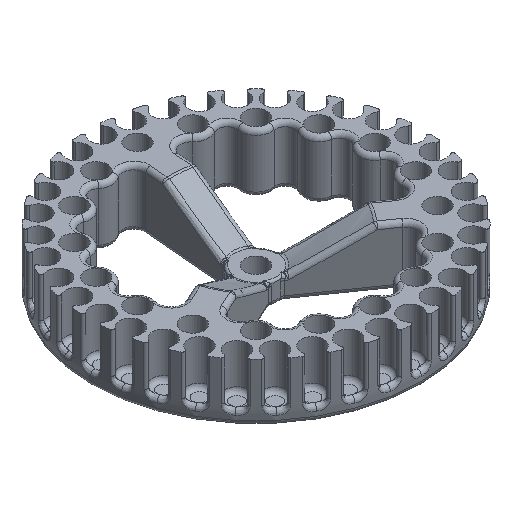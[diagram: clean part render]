
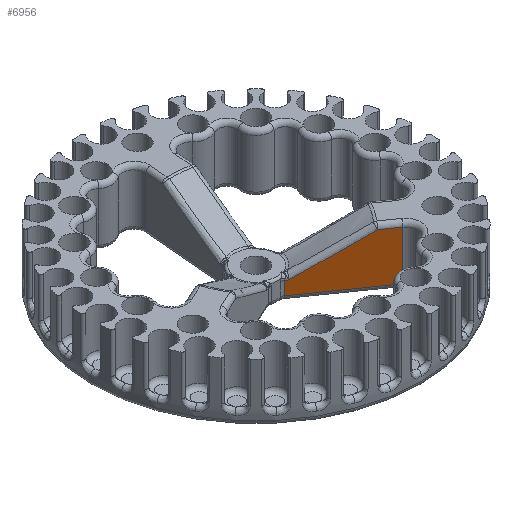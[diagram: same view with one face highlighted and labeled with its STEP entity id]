
A CAD part, isometric view. The second image highlights one B-rep face of the part: STEP entity #6956.
In plain terms, the highlighted planar face has unit normal (-0.574, -0.819, 0).
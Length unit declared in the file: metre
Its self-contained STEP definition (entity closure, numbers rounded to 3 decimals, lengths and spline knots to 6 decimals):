
#248=LINE('',#11079,#476);
#249=LINE('',#11082,#477);
#250=LINE('',#11084,#478);
#251=LINE('',#11086,#479);
#252=LINE('',#11088,#480);
#476=VECTOR('',#8774,1.);
#477=VECTOR('',#8775,1.);
#478=VECTOR('',#8776,1.);
#479=VECTOR('',#8777,1.);
#480=VECTOR('',#8778,1.);
#884=PLANE('',#7556);
#924=B_SPLINE_CURVE_WITH_KNOTS('',3,(#11090,#11091,#11092,#11093,#11094),
 .UNSPECIFIED.,.F.,.F.,(4,1,4),(0.,0.008204,0.016407),
 .UNSPECIFIED.);
#1261=ORIENTED_EDGE('',*,*,#3441,.T.);
#1262=ORIENTED_EDGE('',*,*,#3442,.T.);
#1263=ORIENTED_EDGE('',*,*,#3443,.T.);
#1264=ORIENTED_EDGE('',*,*,#3444,.F.);
#1265=ORIENTED_EDGE('',*,*,#3445,.T.);
#1266=ORIENTED_EDGE('',*,*,#3446,.T.);
#3441=EDGE_CURVE('',#4519,#4520,#248,.F.);
#3442=EDGE_CURVE('',#4520,#4521,#249,.T.);
#3443=EDGE_CURVE('',#4521,#4522,#250,.F.);
#3444=EDGE_CURVE('',#4523,#4522,#251,.T.);
#3445=EDGE_CURVE('',#4523,#4524,#252,.T.);
#3446=EDGE_CURVE('',#4524,#4519,#924,.T.);
#4519=VERTEX_POINT('',#11080);
#4520=VERTEX_POINT('',#11081);
#4521=VERTEX_POINT('',#11083);
#4522=VERTEX_POINT('',#11085);
#4523=VERTEX_POINT('',#11087);
#4524=VERTEX_POINT('',#11089);
#5725=EDGE_LOOP('',(#1261,#1262,#1263,#1264,#1265,#1266));
#6274=FACE_BOUND('',#5725,.T.);
#6956=ADVANCED_FACE('',(#6274),#884,.T.);
#7556=AXIS2_PLACEMENT_3D('',#11078,#8772,#8773);
#8772=DIRECTION('',(-0.574,-0.819,0.));
#8773=DIRECTION('',(0.819,-0.574,0.));
#8774=DIRECTION('',(0.819,-0.574,0.));
#8775=DIRECTION('',(0.,0.,-1.));
#8776=DIRECTION('',(-0.819,0.574,0.));
#8777=DIRECTION('',(0.,0.,-1.));
#8778=DIRECTION('',(-0.819,0.574,0.));
#11078=CARTESIAN_POINT('',(0.00888,-0.010491,0.744002));
#11079=CARTESIAN_POINT('',(0.00888,-0.010491,0.745));
#11080=CARTESIAN_POINT('',(0.001791,-0.005527,0.745));
#11081=CARTESIAN_POINT('',(0.001243,-0.005143,0.745));
#11082=CARTESIAN_POINT('',(0.001243,-0.005143,0.744002));
#11083=CARTESIAN_POINT('',(0.001243,-0.005143,0.742));
#11084=CARTESIAN_POINT('',(0.016842,-0.016066,0.742));
#11085=CARTESIAN_POINT('',(0.016842,-0.016066,0.742));
#11086=CARTESIAN_POINT('',(0.016842,-0.016066,0.744002));
#11087=CARTESIAN_POINT('',(0.016842,-0.016066,0.753));
#11088=CARTESIAN_POINT('',(0.00888,-0.010491,0.753));
#11089=CARTESIAN_POINT('',(0.013524,-0.013742,0.753));
#11090=CARTESIAN_POINT('',(0.013524,-0.013742,0.753));
#11091=CARTESIAN_POINT('',(0.01158,-0.012381,0.751642));
#11092=CARTESIAN_POINT('',(0.007685,-0.009654,0.74894));
#11093=CARTESIAN_POINT('',(0.003788,-0.006925,0.746239));
#11094=CARTESIAN_POINT('',(0.001791,-0.005527,0.745));
